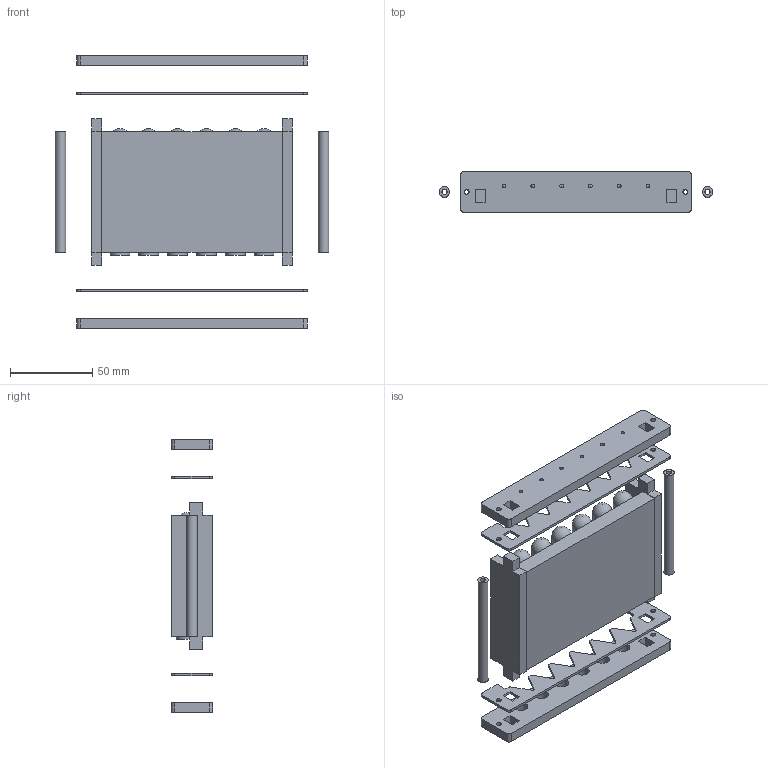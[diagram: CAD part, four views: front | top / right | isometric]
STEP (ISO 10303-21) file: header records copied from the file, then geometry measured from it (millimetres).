
FILE_DESCRIPTION(('FreeCAD Model'),'2;1');
FILE_NAME('assembly_exploded.step','2013-03-06T10:34:11',( 'FreeCAD'),('FreeCAD'),'Open CASCADE STEP processor 6.3','FreeCAD', 'Unknown');
FILE_SCHEMA(('AUTOMOTIVE_DESIGN_CC2 { 1 2 10303 214 -1 1 5 4 }'));
Length unit declared in the file: millimetre
Products named in the file (16): Open CASCADE STEP translator 6.3 2; Open CASCADE STEP translator 6.3 2.1; Open CASCADE STEP translator 6.3 2.2; Open CASCADE STEP translator 6.3 2.3; Open CASCADE STEP translator 6.3 2.4; Open CASCADE STEP translator 6.3 2.5; Open CASCADE STEP translator 6.3 2.6; Open CASCADE STEP translator 6.3 2.7; Open CASCADE STEP translator 6.3 2.8; Open CASCADE STEP translator 6.3 2.9; Open CASCADE STEP translator 6.3 2.10; Open CASCADE STEP translator 6.3 2.11; Open CASCADE STEP translator 6.3 2.12; Open CASCADE STEP translator 6.3 2.13; Open CASCADE STEP translator 6.3 2.14; Open CASCADE STEP translator 6.3 2.15
Assembly tree (15 placements, depth 2):
  Open CASCADE STEP translator 6.3 2
    Open CASCADE STEP translator 6.3 2.1
    Open CASCADE STEP translator 6.3 2.2
    Open CASCADE STEP translator 6.3 2.3
    Open CASCADE STEP translator 6.3 2.4
    Open CASCADE STEP translator 6.3 2.5
    Open CASCADE STEP translator 6.3 2.6
    Open CASCADE STEP translator 6.3 2.7
    Open CASCADE STEP translator 6.3 2.8
    Open CASCADE STEP translator 6.3 2.9
    Open CASCADE STEP translator 6.3 2.10
    Open CASCADE STEP translator 6.3 2.11
    Open CASCADE STEP translator 6.3 2.12
    Open CASCADE STEP translator 6.3 2.13
    Open CASCADE STEP translator 6.3 2.14
    Open CASCADE STEP translator 6.3 2.15
Bounding box: 166.35 x 25 x 166 mm (x, y, z)
Volume: 168139.4 mm3; surface area: 95519.4 mm2
Topology: 15 solids, 15 shells, 252 faces, 672 edges, 444 vertices
Faces by surface type: plane 144, cylinder 96, sphere 12
Full cylindrical faces by diameter (mm): 2.26 x6, 2.946 x8, 3.174 x2, 6.35 x2, 8.42 x6, 10 x6, 12 x6
Entity records: 17116 total; most frequent: CARTESIAN_POINT 3412, DIRECTION 2600, LINE 1596, VECTOR 1596, ORIENTED_EDGE 1320, PCURVE 1320, DEFINITIONAL_REPRESENTATION 1320, EDGE_CURVE 660
